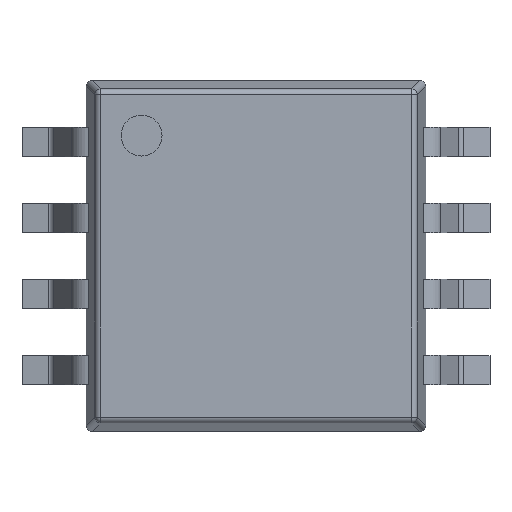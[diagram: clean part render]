
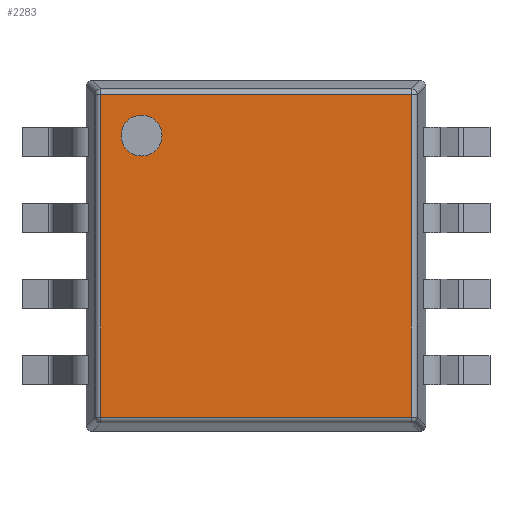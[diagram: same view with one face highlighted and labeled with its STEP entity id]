
A CAD part, top view. The second image highlights one B-rep face of the part: STEP entity #2283.
In plain terms, the highlighted planar face has unit normal (0, 0, 1).
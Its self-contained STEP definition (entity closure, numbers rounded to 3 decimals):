
#39=LINE('',#3302,#279);
#41=LINE('',#3319,#281);
#43=LINE('',#3322,#283);
#77=LINE('',#3457,#317);
#279=VECTOR('',#2622,2.756);
#281=VECTOR('',#2642,2.756);
#283=VECTOR('',#2646,2.656);
#317=VECTOR('',#2794,2.656);
#535=PLANE('',#2459);
#598=FACE_BOUND('',#763,.T.);
#637=FACE_OUTER_BOUND('',#762,.T.);
#762=EDGE_LOOP('',(#1674,#1675,#1676,#1677));
#763=EDGE_LOOP('',(#1678));
#850=CIRCLE('',#2373,0.175);
#924=VERTEX_POINT('',#3283);
#927=VERTEX_POINT('',#3290);
#928=VERTEX_POINT('',#3294);
#931=VERTEX_POINT('',#3304);
#936=VERTEX_POINT('',#3314);
#1142=EDGE_CURVE('',#924,#924,#850,.T.);
#1150=EDGE_CURVE('',#928,#927,#39,.T.);
#1158=EDGE_CURVE('',#931,#936,#41,.T.);
#1160=EDGE_CURVE('',#936,#928,#43,.T.);
#1230=EDGE_CURVE('',#927,#931,#77,.T.);
#1674=ORIENTED_EDGE('',*,*,#1158,.F.);
#1675=ORIENTED_EDGE('',*,*,#1230,.F.);
#1676=ORIENTED_EDGE('',*,*,#1150,.F.);
#1677=ORIENTED_EDGE('',*,*,#1160,.F.);
#1678=ORIENTED_EDGE('',*,*,#1142,.T.);
#2283=ADVANCED_FACE('',(#637,#598),#535,.T.);
#2373=AXIS2_PLACEMENT_3D('',#3284,#2599,#2600);
#2459=AXIS2_PLACEMENT_3D('',#3538,#2851,#2852);
#2599=DIRECTION('center_axis',(0.,0.,-1.));
#2600=DIRECTION('ref_axis',(-1.,0.,0.));
#2622=DIRECTION('',(0.,-1.,0.));
#2642=DIRECTION('',(0.,1.,0.));
#2646=DIRECTION('',(1.,0.,0.));
#2794=DIRECTION('',(-1.,0.,0.));
#2851=DIRECTION('center_axis',(0.,0.,1.));
#2852=DIRECTION('ref_axis',(1.,0.,0.));
#3283=CARTESIAN_POINT('',(-0.803,1.028,1.1));
#3284=CARTESIAN_POINT('Origin',(-0.978,1.028,1.1));
#3290=CARTESIAN_POINT('',(1.328,-1.378,1.1));
#3294=CARTESIAN_POINT('',(1.328,1.378,1.1));
#3302=CARTESIAN_POINT('',(1.328,0.,1.1));
#3304=CARTESIAN_POINT('',(-1.328,-1.378,1.1));
#3314=CARTESIAN_POINT('',(-1.328,1.378,1.1));
#3319=CARTESIAN_POINT('',(-1.328,0.,1.1));
#3322=CARTESIAN_POINT('',(-1.088,1.378,1.1));
#3457=CARTESIAN_POINT('',(-1.088,-1.378,1.1));
#3538=CARTESIAN_POINT('Origin',(-1.45,0.,1.1));
